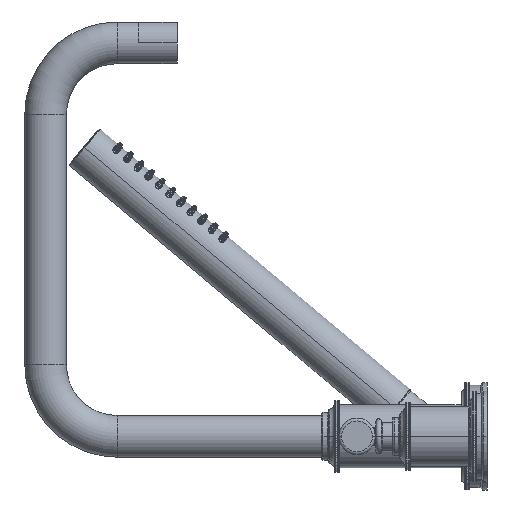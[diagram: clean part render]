
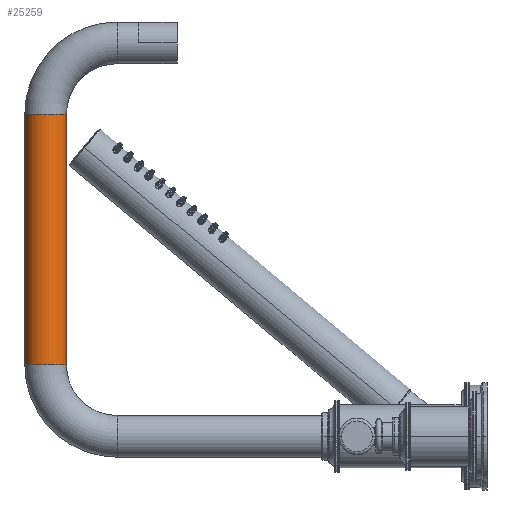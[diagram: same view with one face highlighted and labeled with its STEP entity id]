
A CAD part, left-side view. The second image highlights one B-rep face of the part: STEP entity #25259.
In plain terms, the highlighted cylindrical face has radius 11.113 mm (diameter 22.225 mm), a partial arc.
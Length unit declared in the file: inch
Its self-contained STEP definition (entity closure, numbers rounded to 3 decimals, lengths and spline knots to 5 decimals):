
#9425=DIRECTION('',(0.,0.,1.));
#9426=VECTOR('',#9425,5.25);
#9427=CARTESIAN_POINT('',(0.,8.8225,1.5));
#9428=LINE('',#9427,#9426);
#9429=CARTESIAN_POINT('',(0.,9.26,1.5));
#9430=DIRECTION('',(0.,0.,1.));
#9431=DIRECTION('',(0.,1.,0.));
#9432=AXIS2_PLACEMENT_3D('',#9429,#9430,#9431);
#9434=DIRECTION('',(0.,0.,1.));
#9435=VECTOR('',#9434,5.25);
#9436=CARTESIAN_POINT('',(0.,9.6975,1.5));
#9437=LINE('',#9436,#9435);
#9438=CARTESIAN_POINT('',(0.,9.26,6.75));
#9439=DIRECTION('',(0.,0.,1.));
#9440=DIRECTION('',(0.,1.,0.));
#9441=AXIS2_PLACEMENT_3D('',#9438,#9439,#9440);
#12480=CARTESIAN_POINT('',(0.,8.8225,1.5));
#12481=CARTESIAN_POINT('',(0.,9.6975,1.5));
#12482=VERTEX_POINT('',#12480);
#12483=VERTEX_POINT('',#12481);
#12484=CARTESIAN_POINT('',(0.,8.8225,6.75));
#12485=CARTESIAN_POINT('',(0.,9.6975,6.75));
#12486=VERTEX_POINT('',#12484);
#12487=VERTEX_POINT('',#12485);
#25247=CARTESIAN_POINT('',(0.,9.26,1.5));
#25248=DIRECTION('',(0.,0.,1.));
#25249=DIRECTION('',(0.,-1.,0.));
#25250=AXIS2_PLACEMENT_3D('',#25247,#25248,#25249);
#25251=CYLINDRICAL_SURFACE('',#25250,0.4375);
#25252=ORIENTED_EDGE('',*,*,#25212,.F.);
#25253=ORIENTED_EDGE('',*,*,#25242,.T.);
#25255=ORIENTED_EDGE('',*,*,#25254,.T.);
#25256=ORIENTED_EDGE('',*,*,#25238,.F.);
#25257=EDGE_LOOP('',(#25252,#25253,#25255,#25256));
#25258=FACE_OUTER_BOUND('',#25257,.F.);
#25259=ADVANCED_FACE('',(#25258),#25251,.T.);
#9433=CIRCLE('',#9432,0.4375);
#9442=CIRCLE('',#9441,0.4375);
#25212=EDGE_CURVE('',#12483,#12482,#9433,.T.);
#25238=EDGE_CURVE('',#12482,#12486,#9428,.T.);
#25242=EDGE_CURVE('',#12483,#12487,#9437,.T.);
#25254=EDGE_CURVE('',#12487,#12486,#9442,.T.);
